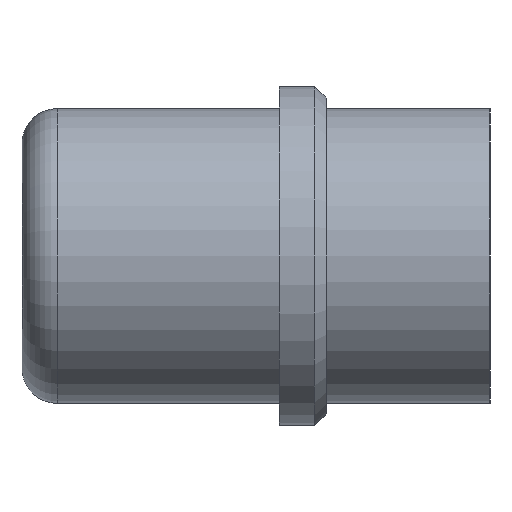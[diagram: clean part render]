
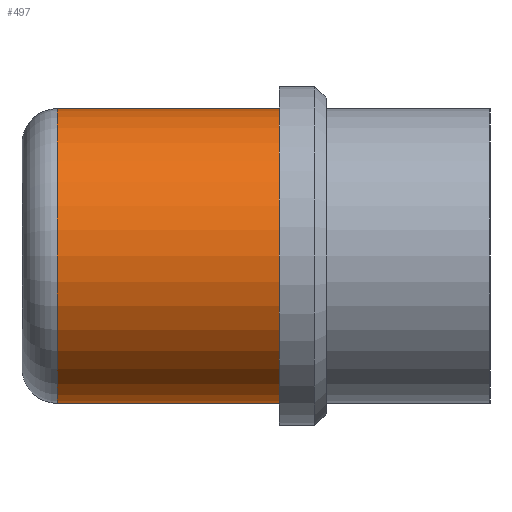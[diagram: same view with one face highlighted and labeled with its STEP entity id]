
A CAD part, left-side view. The second image highlights one B-rep face of the part: STEP entity #497.
In plain terms, the highlighted cylindrical face has radius 3.15 mm (diameter 6.3 mm), a partial arc.
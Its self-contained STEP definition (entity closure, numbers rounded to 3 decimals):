
#45 = ORIENTED_EDGE ( 'NONE', *, *, #161, .T. ) ;
#48 = VERTEX_POINT ( 'NONE', #64 ) ;
#64 = CARTESIAN_POINT ( 'NONE',  ( 0., 9.25, -3.15 ) ) ;
#93 = EDGE_LOOP ( 'NONE', ( #417, #223, #178, #45 ) ) ;
#109 = DIRECTION ( 'NONE',  ( 0., -1., 0. ) ) ;
#132 = CARTESIAN_POINT ( 'NONE',  ( 0., 9.25, 3.15 ) ) ;
#158 = DIRECTION ( 'NONE',  ( 0., 0., 1. ) ) ;
#161 = EDGE_CURVE ( 'NONE', #280, #484, #511, .T. ) ;
#164 = CYLINDRICAL_SURFACE ( 'NONE', #341, 3.15 ) ;
#166 = DIRECTION ( 'NONE',  ( 0., -1., 0. ) ) ;
#178 = ORIENTED_EDGE ( 'NONE', *, *, #375, .T. ) ;
#182 = CARTESIAN_POINT ( 'NONE',  ( 0., 4.5, 0. ) ) ;
#184 = VERTEX_POINT ( 'NONE', #132 ) ;
#185 = LINE ( 'NONE', #317, #326 ) ;
#223 = ORIENTED_EDGE ( 'NONE', *, *, #420, .T. ) ;
#280 = VERTEX_POINT ( 'NONE', #430 ) ;
#295 = VECTOR ( 'NONE', #109, 1000. ) ;
#304 = DIRECTION ( 'NONE',  ( 0., 0., 1. ) ) ;
#317 = CARTESIAN_POINT ( 'NONE',  ( 0., 10., -3.15 ) ) ;
#326 = VECTOR ( 'NONE', #488, 1000. ) ;
#332 = CARTESIAN_POINT ( 'NONE',  ( 0., 9.25, 0. ) ) ;
#341 = AXIS2_PLACEMENT_3D ( 'NONE', #377, #516, #562 ) ;
#342 = LINE ( 'NONE', #424, #295 ) ;
#375 = EDGE_CURVE ( 'NONE', #48, #280, #185, .T. ) ;
#377 = CARTESIAN_POINT ( 'NONE',  ( 0., 10., 0. ) ) ;
#380 = AXIS2_PLACEMENT_3D ( 'NONE', #182, #485, #304 ) ;
#391 = CIRCLE ( 'NONE', #464, 3.15 ) ;
#417 = ORIENTED_EDGE ( 'NONE', *, *, #469, .F. ) ;
#420 = EDGE_CURVE ( 'NONE', #184, #48, #391, .T. ) ;
#424 = CARTESIAN_POINT ( 'NONE',  ( 0., 10., 3.15 ) ) ;
#430 = CARTESIAN_POINT ( 'NONE',  ( 0., 4.5, -3.15 ) ) ;
#457 = CARTESIAN_POINT ( 'NONE',  ( 0., 4.5, 3.15 ) ) ;
#464 = AXIS2_PLACEMENT_3D ( 'NONE', #332, #166, #158 ) ;
#469 = EDGE_CURVE ( 'NONE', #184, #484, #342, .T. ) ;
#484 = VERTEX_POINT ( 'NONE', #457 ) ;
#485 = DIRECTION ( 'NONE',  ( 0., 1., 0. ) ) ;
#488 = DIRECTION ( 'NONE',  ( 0., -1., 0. ) ) ;
#497 = ADVANCED_FACE ( 'NONE', ( #552 ), #164, .T. ) ;
#511 = CIRCLE ( 'NONE', #380, 3.15 ) ;
#516 = DIRECTION ( 'NONE',  ( 0., -1., 0. ) ) ;
#552 = FACE_OUTER_BOUND ( 'NONE', #93, .T. ) ;
#562 = DIRECTION ( 'NONE',  ( 0., 0., -1. ) ) ;
